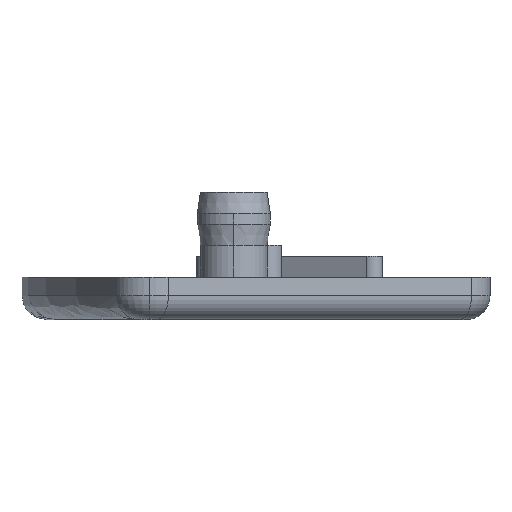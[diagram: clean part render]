
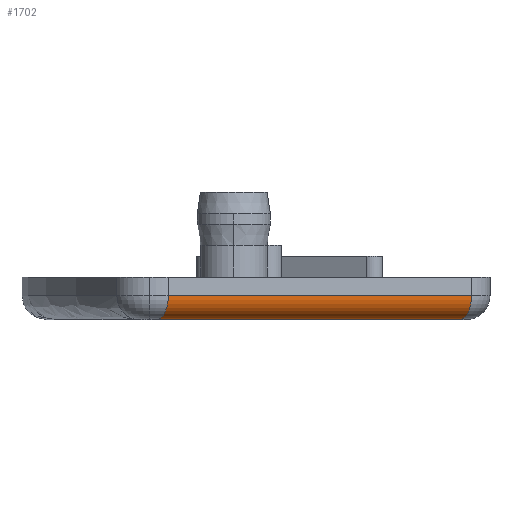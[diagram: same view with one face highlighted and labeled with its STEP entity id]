
A CAD part, left-side view. The second image highlights one B-rep face of the part: STEP entity #1702.
In plain terms, the highlighted cylindrical face has radius 2.25 mm (diameter 4.5 mm), a partial arc.
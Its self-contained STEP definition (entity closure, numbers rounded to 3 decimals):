
#1 = AXIS2_PLACEMENT_3D ( 'NONE', #681, #113, #1544 ) ;
#66 = EDGE_CURVE ( 'NONE', #1413, #306, #1190, .T. ) ;
#113 = DIRECTION ( 'NONE',  ( 0.5, -0.866, 0. ) ) ;
#213 = CARTESIAN_POINT ( 'NONE',  ( -19.731, -21.325, -1.75 ) ) ;
#262 = EDGE_CURVE ( 'NONE', #397, #306, #441, .T. ) ;
#306 = VERTEX_POINT ( 'NONE', #593 ) ;
#397 = VERTEX_POINT ( 'NONE', #1495 ) ;
#441 = LINE ( 'NONE', #862, #1160 ) ;
#546 = CIRCLE ( 'NONE', #1138, 2.25 ) ;
#593 = CARTESIAN_POINT ( 'NONE',  ( -19.731, -21.325, -4. ) ) ;
#673 = CYLINDRICAL_SURFACE ( 'NONE', #1, 2.25 ) ;
#675 = VERTEX_POINT ( 'NONE', #718 ) ;
#679 = EDGE_LOOP ( 'NONE', ( #1626, #928, #1202, #1649 ) ) ;
#681 = CARTESIAN_POINT ( 'NONE',  ( -30.771, -2.203, -1.75 ) ) ;
#688 = VECTOR ( 'NONE', #1705, 1000. ) ;
#718 = CARTESIAN_POINT ( 'NONE',  ( -38.21, 6.182, -1.75 ) ) ;
#734 = EDGE_CURVE ( 'NONE', #1413, #675, #1153, .T. ) ;
#831 = FACE_OUTER_BOUND ( 'NONE', #679, .T. ) ;
#862 = CARTESIAN_POINT ( 'NONE',  ( -36.261, 7.307, -4. ) ) ;
#928 = ORIENTED_EDGE ( 'NONE', *, *, #734, .T. ) ;
#932 = DIRECTION ( 'NONE',  ( 0.481, 0.278, -0.831 ) ) ;
#1117 = CARTESIAN_POINT ( 'NONE',  ( -21.679, -22.45, -1.75 ) ) ;
#1134 = CARTESIAN_POINT ( 'NONE',  ( -32.72, -3.328, -1.75 ) ) ;
#1138 = AXIS2_PLACEMENT_3D ( 'NONE', #1498, #1242, #1354 ) ;
#1153 = LINE ( 'NONE', #1134, #688 ) ;
#1160 = VECTOR ( 'NONE', #1425, 1000. ) ;
#1190 = CIRCLE ( 'NONE', #1666, 2.25 ) ;
#1202 = ORIENTED_EDGE ( 'NONE', *, *, #1256, .T. ) ;
#1242 = DIRECTION ( 'NONE',  ( 0.5, -0.866, 0. ) ) ;
#1256 = EDGE_CURVE ( 'NONE', #675, #397, #546, .T. ) ;
#1353 = DIRECTION ( 'NONE',  ( 0.5, -0.866, 0. ) ) ;
#1354 = DIRECTION ( 'NONE',  ( 0.866, 0.5, 0. ) ) ;
#1413 = VERTEX_POINT ( 'NONE', #1117 ) ;
#1425 = DIRECTION ( 'NONE',  ( 0.5, -0.866, 0. ) ) ;
#1495 = CARTESIAN_POINT ( 'NONE',  ( -36.261, 7.307, -4. ) ) ;
#1498 = CARTESIAN_POINT ( 'NONE',  ( -36.261, 7.307, -1.75 ) ) ;
#1544 = DIRECTION ( 'NONE',  ( 0.866, 0.5, 0. ) ) ;
#1626 = ORIENTED_EDGE ( 'NONE', *, *, #66, .F. ) ;
#1649 = ORIENTED_EDGE ( 'NONE', *, *, #262, .T. ) ;
#1666 = AXIS2_PLACEMENT_3D ( 'NONE', #213, #1353, #932 ) ;
#1702 = ADVANCED_FACE ( 'NONE', ( #831 ), #673, .T. ) ;
#1705 = DIRECTION ( 'NONE',  ( -0.5, 0.866, 0. ) ) ;
